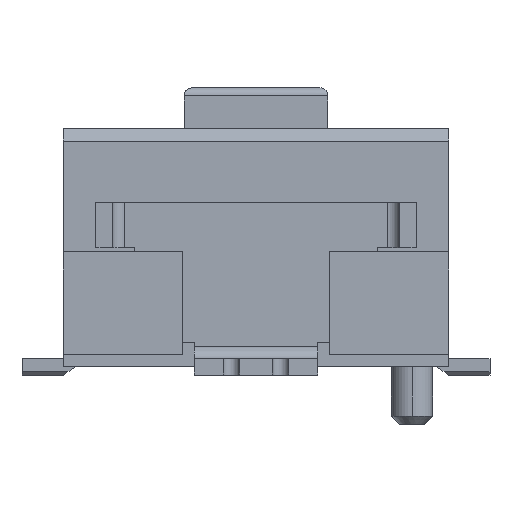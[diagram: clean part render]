
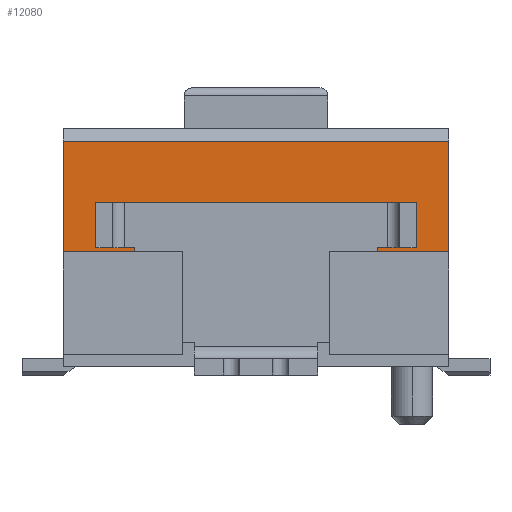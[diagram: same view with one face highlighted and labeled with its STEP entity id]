
A CAD part, left-side view. The second image highlights one B-rep face of the part: STEP entity #12080.
In plain terms, the highlighted planar face has unit normal (-1, 0, 0).
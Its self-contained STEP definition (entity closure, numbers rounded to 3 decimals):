
#10610=CARTESIAN_POINT('',(-9.1,-1.6,1.5));
#10620=DIRECTION('',(1.,0.,0.));
#10630=DIRECTION('',(0.,-1.,0.));
#10640=AXIS2_PLACEMENT_3D('',#10610,#10620,#10630);
#10650=PLANE('',#10640);
#10660=CARTESIAN_POINT('',(-9.1,0.,1.6));
#10670=DIRECTION('',(0.,1.,0.));
#10680=VECTOR('',#10670,1.);
#10690=LINE('',#10660,#10680);
#10700=CARTESIAN_POINT('',(-9.1,1.475,1.6));
#10710=VERTEX_POINT('',#10700);
#10720=CARTESIAN_POINT('',(-9.1,1.5,1.6));
#10730=VERTEX_POINT('',#10720);
#10740=EDGE_CURVE('',#10710,#10730,#10690,.T.);
#10750=ORIENTED_EDGE('',*,*,#10740,.F.);
#10760=CARTESIAN_POINT('',(-9.1,1.5,0.));
#10770=DIRECTION('',(0.,0.,-1.));
#10780=VECTOR('',#10770,1.);
#10790=LINE('',#10760,#10780);
#10800=CARTESIAN_POINT('',(-9.1,1.5,2.4));
#10810=VERTEX_POINT('',#10800);
#10820=EDGE_CURVE('',#10810,#10730,#10790,.T.);
#10830=ORIENTED_EDGE('',*,*,#10820,.T.);
#10840=CARTESIAN_POINT('',(-9.1,0.,0.9));
#10850=DIRECTION('',(0.,-0.707,-0.707));
#10860=VECTOR('',#10850,1.);
#10870=LINE('',#10840,#10860);
#10880=CARTESIAN_POINT('',(-9.1,1.6,2.5));
#10890=VERTEX_POINT('',#10880);
#10900=EDGE_CURVE('',#10890,#10810,#10870,.T.);
#10910=ORIENTED_EDGE('',*,*,#10900,.T.);
#10920=CARTESIAN_POINT('',(-9.1,0.,2.5));
#10930=DIRECTION('',(0.,-1.,0.));
#10940=VECTOR('',#10930,1.);
#10950=LINE('',#10920,#10940);
#10960=CARTESIAN_POINT('',(-9.1,2.35,2.5));
#10970=VERTEX_POINT('',#10960);
#10980=EDGE_CURVE('',#10970,#10890,#10950,.T.);
#10990=ORIENTED_EDGE('',*,*,#10980,.T.);
#11000=CARTESIAN_POINT('',(-9.1,2.35,0.));
#11010=DIRECTION('',(0.,0.,-1.));
#11020=VECTOR('',#11010,1.);
#11030=LINE('',#11000,#11020);
#11040=CARTESIAN_POINT('',(-9.1,2.35,3.85));
#11050=VERTEX_POINT('',#11040);
#11060=EDGE_CURVE('',#11050,#10970,#11030,.T.);
#11070=ORIENTED_EDGE('',*,*,#11060,.T.);
#11080=CARTESIAN_POINT('',(-9.1,0.,3.85));
#11090=DIRECTION('',(0.,1.,0.));
#11100=VECTOR('',#11090,1.);
#11110=LINE('',#11080,#11100);
#11120=CARTESIAN_POINT('',(-9.1,-2.35,3.85));
#11130=VERTEX_POINT('',#11120);
#11140=EDGE_CURVE('',#11130,#11050,#11110,.T.);
#11150=ORIENTED_EDGE('',*,*,#11140,.T.);
#11160=CARTESIAN_POINT('',(-9.1,-2.35,0.));
#11170=DIRECTION('',(0.,0.,1.));
#11180=VECTOR('',#11170,1.);
#11190=LINE('',#11160,#11180);
#11200=CARTESIAN_POINT('',(-9.1,-2.35,2.5));
#11210=VERTEX_POINT('',#11200);
#11220=EDGE_CURVE('',#11210,#11130,#11190,.T.);
#11230=ORIENTED_EDGE('',*,*,#11220,.T.);
#11240=CARTESIAN_POINT('',(-9.1,0.,2.5));
#11250=DIRECTION('',(0.,-1.,0.));
#11260=VECTOR('',#11250,1.);
#11270=LINE('',#11240,#11260);
#11280=CARTESIAN_POINT('',(-9.1,-1.6,2.5));
#11290=VERTEX_POINT('',#11280);
#11300=EDGE_CURVE('',#11290,#11210,#11270,.T.);
#11310=ORIENTED_EDGE('',*,*,#11300,.T.);
#11320=CARTESIAN_POINT('',(-9.1,0.9,0.));
#11330=DIRECTION('',(0.,-0.707,0.707));
#11340=VECTOR('',#11330,1.);
#11350=LINE('',#11320,#11340);
#11360=CARTESIAN_POINT('',(-9.1,-1.5,2.4));
#11370=VERTEX_POINT('',#11360);
#11380=EDGE_CURVE('',#11370,#11290,#11350,.T.);
#11390=ORIENTED_EDGE('',*,*,#11380,.T.);
#11400=CARTESIAN_POINT('',(-9.1,-1.5,0.));
#11410=DIRECTION('',(0.,0.,1.));
#11420=VECTOR('',#11410,1.);
#11430=LINE('',#11400,#11420);
#11440=CARTESIAN_POINT('',(-9.1,-1.5,1.6));
#11450=VERTEX_POINT('',#11440);
#11460=EDGE_CURVE('',#11450,#11370,#11430,.T.);
#11470=ORIENTED_EDGE('',*,*,#11460,.T.);
#11480=CARTESIAN_POINT('',(-9.1,-1.475,1.6));
#11490=VERTEX_POINT('',#11480);
#11500=EDGE_CURVE('',#11450,#11490,#10690,.T.);
#11510=ORIENTED_EDGE('',*,*,#11500,.F.);
#11520=CARTESIAN_POINT('',(-9.1,-1.475,0.));
#11530=DIRECTION('',(0.,0.,1.));
#11540=VECTOR('',#11530,1.);
#11550=LINE('',#11520,#11540);
#11560=CARTESIAN_POINT('',(-9.1,-1.475,2.55));
#11570=VERTEX_POINT('',#11560);
#11580=EDGE_CURVE('',#11490,#11570,#11550,.T.);
#11590=ORIENTED_EDGE('',*,*,#11580,.F.);
#11600=CARTESIAN_POINT('',(-9.1,0.,2.55));
#11610=DIRECTION('',(0.,-1.,0.));
#11620=VECTOR('',#11610,1.);
#11630=LINE('',#11600,#11620);
#11640=CARTESIAN_POINT('',(-9.1,-1.65,2.55));
#11650=VERTEX_POINT('',#11640);
#11660=EDGE_CURVE('',#11570,#11650,#11630,.T.);
#11670=ORIENTED_EDGE('',*,*,#11660,.F.);
#11680=CARTESIAN_POINT('',(-9.1,-1.65,2.724));
#11690=DIRECTION('',(0.,0.,1.));
#11700=VECTOR('',#11690,1.);
#11710=LINE('',#11680,#11700);
#11720=CARTESIAN_POINT('',(-9.1,-1.65,3.1));
#11730=VERTEX_POINT('',#11720);
#11740=EDGE_CURVE('',#11650,#11730,#11710,.T.);
#11750=ORIENTED_EDGE('',*,*,#11740,.F.);
#11760=CARTESIAN_POINT('',(-9.1,0.,3.1));
#11770=DIRECTION('',(0.,1.,0.));
#11780=VECTOR('',#11770,1.);
#11790=LINE('',#11760,#11780);
#11800=CARTESIAN_POINT('',(-9.1,1.65,3.1));
#11810=VERTEX_POINT('',#11800);
#11820=EDGE_CURVE('',#11730,#11810,#11790,.T.);
#11830=ORIENTED_EDGE('',*,*,#11820,.F.);
#11840=CARTESIAN_POINT('',(-9.1,1.65,2.49));
#11850=DIRECTION('',(0.,0.,1.));
#11860=VECTOR('',#11850,1.);
#11870=LINE('',#11840,#11860);
#11880=CARTESIAN_POINT('',(-9.1,1.65,2.55));
#11890=VERTEX_POINT('',#11880);
#11900=EDGE_CURVE('',#11890,#11810,#11870,.T.);
#11910=ORIENTED_EDGE('',*,*,#11900,.T.);
#11920=CARTESIAN_POINT('',(-9.1,0.,2.55));
#11930=DIRECTION('',(0.,1.,0.));
#11940=VECTOR('',#11930,1.);
#11950=LINE('',#11920,#11940);
#11960=CARTESIAN_POINT('',(-9.1,1.475,2.55));
#11970=VERTEX_POINT('',#11960);
#11980=EDGE_CURVE('',#11970,#11890,#11950,.T.);
#11990=ORIENTED_EDGE('',*,*,#11980,.T.);
#12000=CARTESIAN_POINT('',(-9.1,1.475,0.));
#12010=DIRECTION('',(0.,0.,1.));
#12020=VECTOR('',#12010,1.);
#12030=LINE('',#12000,#12020);
#12040=EDGE_CURVE('',#10710,#11970,#12030,.T.);
#12050=ORIENTED_EDGE('',*,*,#12040,.T.);
#12060=EDGE_LOOP('',(#12050,#11990,#11910,#11830,#11750,#11670,#11590,
#11510,#11470,#11390,#11310,#11230,#11150,#11070,#10990,#10910,#10830,
#10750));
#12070=FACE_OUTER_BOUND('',#12060,.T.);
#12080=ADVANCED_FACE('',(#12070),#10650,.F.);
